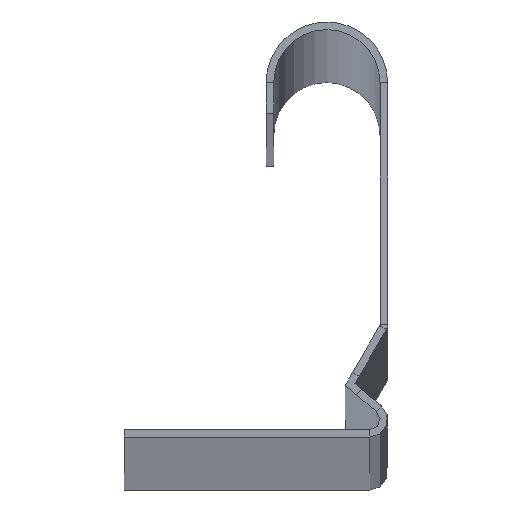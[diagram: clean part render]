
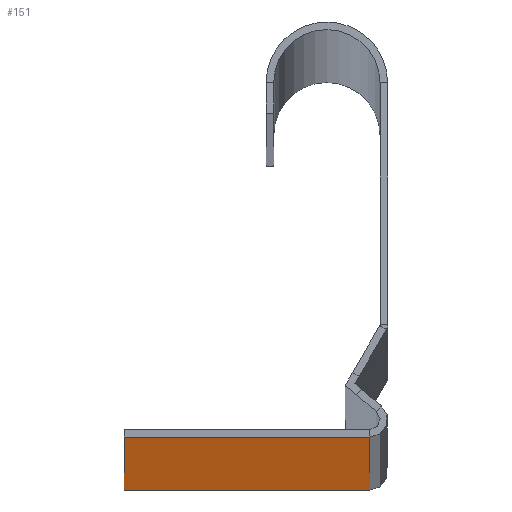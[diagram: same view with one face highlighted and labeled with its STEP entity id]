
A CAD part, top view. The second image highlights one B-rep face of the part: STEP entity #151.
In plain terms, the highlighted planar face has unit normal (0, -1, 0).
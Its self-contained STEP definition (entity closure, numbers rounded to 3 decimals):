
#28 = CARTESIAN_POINT ( 'NONE',  ( 0., 0., 2995. ) ) ;
#30 = CARTESIAN_POINT ( 'NONE',  ( 24.25, 0., 2995. ) ) ;
#33 = LINE ( 'NONE', #333, #77 ) ;
#53 = VERTEX_POINT ( 'NONE', #204 ) ;
#77 = VECTOR ( 'NONE', #631, 1000. ) ;
#130 = CARTESIAN_POINT ( 'NONE',  ( 0., 0., 2995. ) ) ;
#151 = ADVANCED_FACE ( 'NONE', ( #201 ), #633, .F. ) ;
#156 = VERTEX_POINT ( 'NONE', #130 ) ;
#201 = FACE_OUTER_BOUND ( 'NONE', #965, .T. ) ;
#204 = CARTESIAN_POINT ( 'NONE',  ( 24.25, 0., 0. ) ) ;
#226 = VECTOR ( 'NONE', #481, 1000. ) ;
#263 = ORIENTED_EDGE ( 'NONE', *, *, #403, .T. ) ;
#300 = AXIS2_PLACEMENT_3D ( 'NONE', #28, #619, #561 ) ;
#321 = DIRECTION ( 'NONE',  ( 0., 0., -1. ) ) ;
#329 = VERTEX_POINT ( 'NONE', #30 ) ;
#332 = VECTOR ( 'NONE', #928, 1000. ) ;
#333 = CARTESIAN_POINT ( 'NONE',  ( 0., 0., 2995. ) ) ;
#391 = ORIENTED_EDGE ( 'NONE', *, *, #450, .T. ) ;
#403 = EDGE_CURVE ( 'NONE', #954, #53, #874, .T. ) ;
#450 = EDGE_CURVE ( 'NONE', #156, #954, #33, .T. ) ;
#481 = DIRECTION ( 'NONE',  ( 1., 0., 0. ) ) ;
#506 = VECTOR ( 'NONE', #321, 1000. ) ;
#529 = LINE ( 'NONE', #693, #226 ) ;
#550 = CARTESIAN_POINT ( 'NONE',  ( 0., 0., 0. ) ) ;
#561 = DIRECTION ( 'NONE',  ( 0., 0., 1. ) ) ;
#602 = EDGE_CURVE ( 'NONE', #156, #329, #529, .T. ) ;
#619 = DIRECTION ( 'NONE',  ( 0., 1., 0. ) ) ;
#631 = DIRECTION ( 'NONE',  ( 0., 0., -1. ) ) ;
#633 = PLANE ( 'NONE',  #300 ) ;
#693 = CARTESIAN_POINT ( 'NONE',  ( 0., 0., 2995. ) ) ;
#777 = ORIENTED_EDGE ( 'NONE', *, *, #602, .F. ) ;
#786 = LINE ( 'NONE', #936, #506 ) ;
#825 = ORIENTED_EDGE ( 'NONE', *, *, #970, .F. ) ;
#857 = CARTESIAN_POINT ( 'NONE',  ( 0., 0., 0. ) ) ;
#874 = LINE ( 'NONE', #857, #332 ) ;
#928 = DIRECTION ( 'NONE',  ( 1., 0., 0. ) ) ;
#936 = CARTESIAN_POINT ( 'NONE',  ( 24.25, 0., 2995. ) ) ;
#954 = VERTEX_POINT ( 'NONE', #550 ) ;
#965 = EDGE_LOOP ( 'NONE', ( #263, #825, #777, #391 ) ) ;
#970 = EDGE_CURVE ( 'NONE', #329, #53, #786, .T. ) ;
